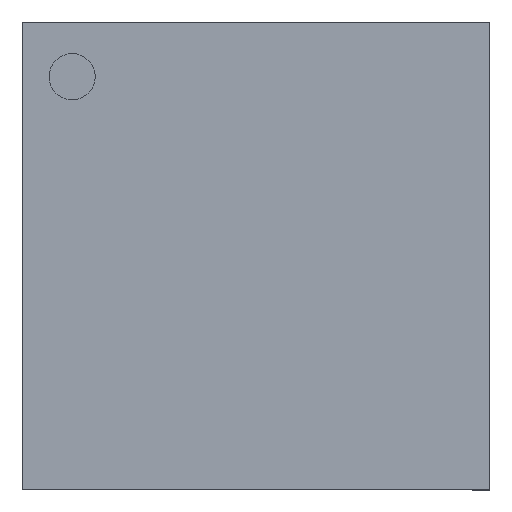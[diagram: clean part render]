
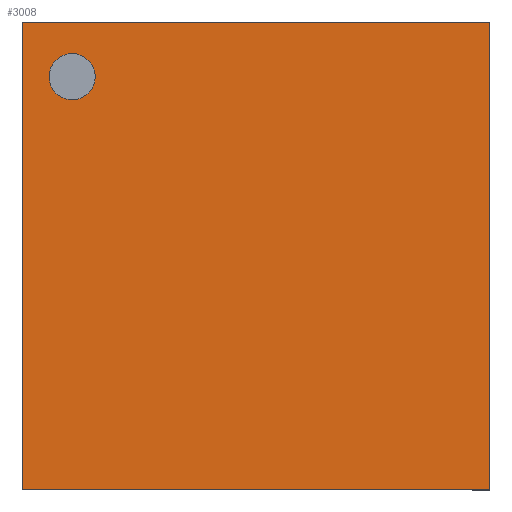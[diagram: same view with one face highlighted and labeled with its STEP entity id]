
A CAD part, top view. The second image highlights one B-rep face of the part: STEP entity #3008.
In plain terms, the highlighted planar face has unit normal (0, 0, 1).
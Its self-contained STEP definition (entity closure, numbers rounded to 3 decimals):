
#44=FACE_BOUND('',#398,.T.);
#50=PLANE('',#3221);
#216=FACE_OUTER_BOUND('',#397,.T.);
#397=EDGE_LOOP('',(#2250,#2251,#2252,#2253));
#398=EDGE_LOOP('',(#2254));
#572=LINE('',#4256,#976);
#593=LINE('',#4298,#997);
#611=LINE('',#4334,#1015);
#656=LINE('',#4420,#1060);
#976=VECTOR('',#3440,1000.);
#997=VECTOR('',#3463,1000.);
#1015=VECTOR('',#3483,1000.);
#1060=VECTOR('',#3538,1000.);
#1374=CIRCLE('',#3203,0.099);
#1402=VERTEX_POINT('',#4223);
#1415=VERTEX_POINT('',#4254);
#1416=VERTEX_POINT('',#4255);
#1436=VERTEX_POINT('',#4296);
#1453=VERTEX_POINT('',#4333);
#1691=EDGE_CURVE('',#1402,#1402,#1374,.T.);
#1704=EDGE_CURVE('',#1415,#1416,#572,.T.);
#1725=EDGE_CURVE('',#1416,#1436,#593,.T.);
#1743=EDGE_CURVE('',#1453,#1415,#611,.T.);
#1791=EDGE_CURVE('',#1436,#1453,#656,.T.);
#2250=ORIENTED_EDGE('',*,*,#1743,.T.);
#2251=ORIENTED_EDGE('',*,*,#1704,.T.);
#2252=ORIENTED_EDGE('',*,*,#1725,.T.);
#2253=ORIENTED_EDGE('',*,*,#1791,.T.);
#2254=ORIENTED_EDGE('',*,*,#1691,.F.);
#3008=ADVANCED_FACE('',(#216,#44),#50,.T.);
#3203=AXIS2_PLACEMENT_3D('',#4225,#3412,#3413);
#3221=AXIS2_PLACEMENT_3D('',#4437,#3547,#3548);
#3412=DIRECTION('center_axis',(0.,0.,1.));
#3413=DIRECTION('ref_axis',(-1.,0.,0.));
#3440=DIRECTION('',(-1.,0.,0.));
#3463=DIRECTION('',(0.,-1.,0.));
#3483=DIRECTION('',(0.,1.,0.));
#3538=DIRECTION('',(1.,0.,0.));
#3547=DIRECTION('center_axis',(0.,0.,1.));
#3548=DIRECTION('ref_axis',(-1.,0.,0.));
#4223=CARTESIAN_POINT('',(-0.687,0.766,0.65));
#4225=CARTESIAN_POINT('Origin',(-0.786,0.766,0.65));
#4254=CARTESIAN_POINT('',(1.,1.,0.65));
#4255=CARTESIAN_POINT('',(-1.,1.,0.65));
#4256=CARTESIAN_POINT('',(-1.,1.,0.65));
#4296=CARTESIAN_POINT('',(-1.,-1.,0.65));
#4298=CARTESIAN_POINT('',(-1.,-1.,0.65));
#4333=CARTESIAN_POINT('',(1.,-1.,0.65));
#4334=CARTESIAN_POINT('',(1.,-1.,0.65));
#4420=CARTESIAN_POINT('',(-1.,-1.,0.65));
#4437=CARTESIAN_POINT('Origin',(0.,0.,0.65));
